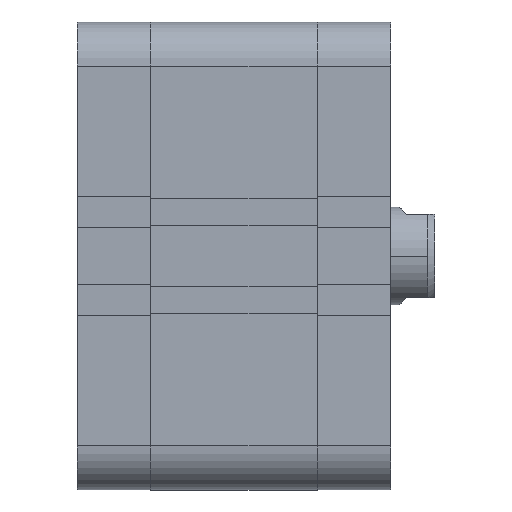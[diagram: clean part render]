
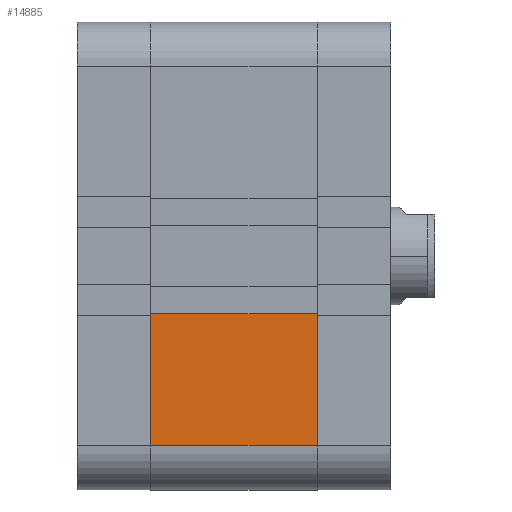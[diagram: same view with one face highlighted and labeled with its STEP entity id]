
A CAD part, front view. The second image highlights one B-rep face of the part: STEP entity #14885.
In plain terms, the highlighted planar face has unit normal (0, -1, 0).
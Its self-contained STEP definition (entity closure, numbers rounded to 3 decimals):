
#1888 = CARTESIAN_POINT ( 'NONE',  ( 0., -47.75, -47.75 ) ) ;
#1984 = DIRECTION ( 'NONE',  ( 0., 1., 0. ) ) ;
#2279 = ORIENTED_EDGE ( 'NONE', *, *, #14944, .T. ) ;
#2371 = DIRECTION ( 'NONE',  ( 0., 0., 1. ) ) ;
#3217 = VECTOR ( 'NONE', #7054, 1000. ) ;
#5477 = FACE_OUTER_BOUND ( 'NONE', #16947, .T. ) ;
#6131 = VECTOR ( 'NONE', #7877, 1000. ) ;
#7046 = ORIENTED_EDGE ( 'NONE', *, *, #31860, .T. ) ;
#7054 = DIRECTION ( 'NONE',  ( 0., 0., -1. ) ) ;
#7334 = DIRECTION ( 'NONE',  ( 0., 0., -1. ) ) ;
#7753 = VECTOR ( 'NONE', #30713, 1000. ) ;
#7877 = DIRECTION ( 'NONE',  ( 1., 0., 0. ) ) ;
#8534 = EDGE_CURVE ( 'NONE', #27968, #30903, #25546, .T. ) ;
#8812 = ORIENTED_EDGE ( 'NONE', *, *, #8534, .T. ) ;
#9016 = CARTESIAN_POINT ( 'NONE',  ( 34., -47.75, -11.8 ) ) ;
#11456 = VERTEX_POINT ( 'NONE', #9016 ) ;
#13126 = ORIENTED_EDGE ( 'NONE', *, *, #35601, .F. ) ;
#13502 = CARTESIAN_POINT ( 'NONE',  ( 0., -47.75, -38.75 ) ) ;
#13676 = CARTESIAN_POINT ( 'NONE',  ( 34., -47.75, -38.75 ) ) ;
#14885 = ADVANCED_FACE ( 'NONE', ( #5477 ), #23125, .F. ) ;
#14944 = EDGE_CURVE ( 'NONE', #11456, #27968, #28527, .T. ) ;
#15602 = CARTESIAN_POINT ( 'NONE',  ( 0., -47.75, -11.8 ) ) ;
#16947 = EDGE_LOOP ( 'NONE', ( #2279, #8812, #7046, #13126 ) ) ;
#19054 = LINE ( 'NONE', #24494, #3217 ) ;
#20423 = VECTOR ( 'NONE', #7334, 1000. ) ;
#21775 = VERTEX_POINT ( 'NONE', #25366 ) ;
#23125 = PLANE ( 'NONE',  #37437 ) ;
#24494 = CARTESIAN_POINT ( 'NONE',  ( 34., -47.75, -47.75 ) ) ;
#25319 = LINE ( 'NONE', #13676, #6131 ) ;
#25366 = CARTESIAN_POINT ( 'NONE',  ( 34., -47.75, -38.75 ) ) ;
#25546 = LINE ( 'NONE', #1888, #20423 ) ;
#25636 = CARTESIAN_POINT ( 'NONE',  ( 34.001, -47.75, -11.8 ) ) ;
#27968 = VERTEX_POINT ( 'NONE', #15602 ) ;
#28527 = LINE ( 'NONE', #25636, #7753 ) ;
#30713 = DIRECTION ( 'NONE',  ( -1., 0., 0. ) ) ;
#30903 = VERTEX_POINT ( 'NONE', #13502 ) ;
#31439 = CARTESIAN_POINT ( 'NONE',  ( 34., -47.75, -47.75 ) ) ;
#31860 = EDGE_CURVE ( 'NONE', #30903, #21775, #25319, .T. ) ;
#35601 = EDGE_CURVE ( 'NONE', #11456, #21775, #19054, .T. ) ;
#37437 = AXIS2_PLACEMENT_3D ( 'NONE', #31439, #1984, #2371 ) ;
